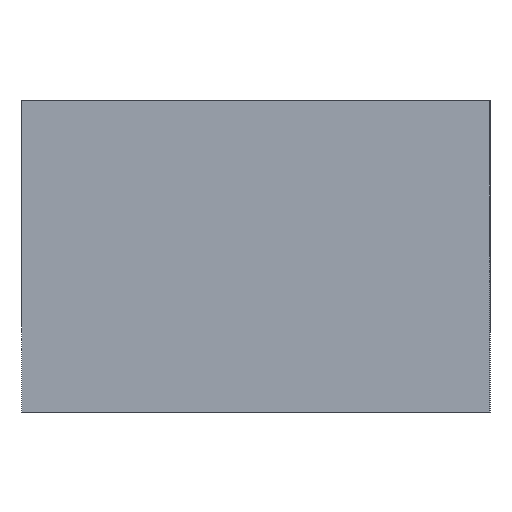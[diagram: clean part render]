
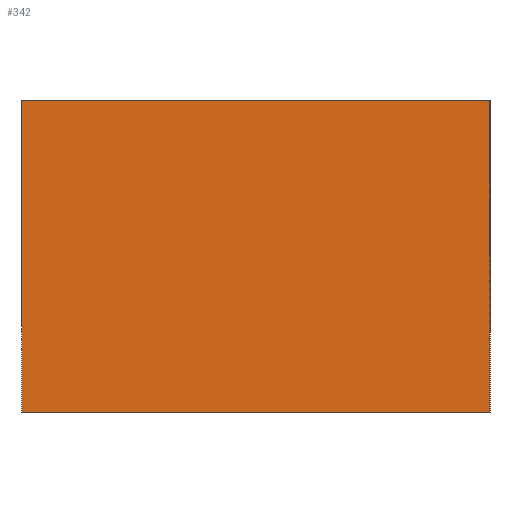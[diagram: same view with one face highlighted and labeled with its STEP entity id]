
A CAD part, left-side view. The second image highlights one B-rep face of the part: STEP entity #342.
In plain terms, the highlighted planar face has unit normal (-1, 0, 0).
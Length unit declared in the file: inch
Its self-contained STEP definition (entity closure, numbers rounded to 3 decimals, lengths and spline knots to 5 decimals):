
#2 = PLANE ( 'NONE',  #252 ) ;
#9 = VERTEX_POINT ( 'NONE', #166 ) ;
#14 = VERTEX_POINT ( 'NONE', #282 ) ;
#16 = CARTESIAN_POINT ( 'NONE',  ( -1., 0.75, -0.25 ) ) ;
#28 = CARTESIAN_POINT ( 'NONE',  ( -1., 0.75, 0.25 ) ) ;
#38 = EDGE_CURVE ( 'NONE', #14, #9, #472, .T. ) ;
#46 = LINE ( 'NONE', #84, #283 ) ;
#56 = ORIENTED_EDGE ( 'NONE', *, *, #251, .F. ) ;
#70 = ORIENTED_EDGE ( 'NONE', *, *, #482, .F. ) ;
#82 = VECTOR ( 'NONE', #184, 39.37008 ) ;
#84 = CARTESIAN_POINT ( 'NONE',  ( -1., 0.75, 0.25 ) ) ;
#102 = VECTOR ( 'NONE', #160, 39.37008 ) ;
#130 = VERTEX_POINT ( 'NONE', #457 ) ;
#154 = ORIENTED_EDGE ( 'NONE', *, *, #400, .T. ) ;
#160 = DIRECTION ( 'NONE',  ( 0., -1., 0. ) ) ;
#166 = CARTESIAN_POINT ( 'NONE',  ( -1., 0., 0.25 ) ) ;
#184 = DIRECTION ( 'NONE',  ( 0., 0., 1. ) ) ;
#191 = FACE_OUTER_BOUND ( 'NONE', #325, .T. ) ;
#230 = DIRECTION ( 'NONE',  ( 0., 0., -1. ) ) ;
#233 = DIRECTION ( 'NONE',  ( 0., -1., 0. ) ) ;
#240 = DIRECTION ( 'NONE',  ( 0., 0., 1. ) ) ;
#251 = EDGE_CURVE ( 'NONE', #130, #9, #46, .T. ) ;
#252 = AXIS2_PLACEMENT_3D ( 'NONE', #425, #466, #230 ) ;
#271 = CARTESIAN_POINT ( 'NONE',  ( -1., 0., 0.25 ) ) ;
#282 = CARTESIAN_POINT ( 'NONE',  ( -1., 0., -0.25 ) ) ;
#283 = VECTOR ( 'NONE', #233, 39.37008 ) ;
#325 = EDGE_LOOP ( 'NONE', ( #389, #56, #70, #154 ) ) ;
#342 = ADVANCED_FACE ( 'NONE', ( #191 ), #2, .F. ) ;
#343 = LINE ( 'NONE', #28, #82 ) ;
#389 = ORIENTED_EDGE ( 'NONE', *, *, #38, .T. ) ;
#400 = EDGE_CURVE ( 'NONE', #481, #14, #402, .T. ) ;
#402 = LINE ( 'NONE', #16, #102 ) ;
#425 = CARTESIAN_POINT ( 'NONE',  ( -1., 0.75, 0.25 ) ) ;
#431 = VECTOR ( 'NONE', #240, 39.37008 ) ;
#455 = CARTESIAN_POINT ( 'NONE',  ( -1., 0.75, -0.25 ) ) ;
#457 = CARTESIAN_POINT ( 'NONE',  ( -1., 0.75, 0.25 ) ) ;
#466 = DIRECTION ( 'NONE',  ( 1., 0., 0. ) ) ;
#472 = LINE ( 'NONE', #271, #431 ) ;
#481 = VERTEX_POINT ( 'NONE', #455 ) ;
#482 = EDGE_CURVE ( 'NONE', #481, #130, #343, .T. ) ;
